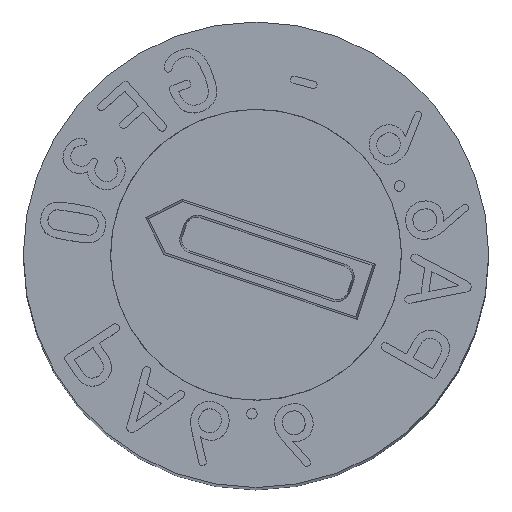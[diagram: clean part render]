
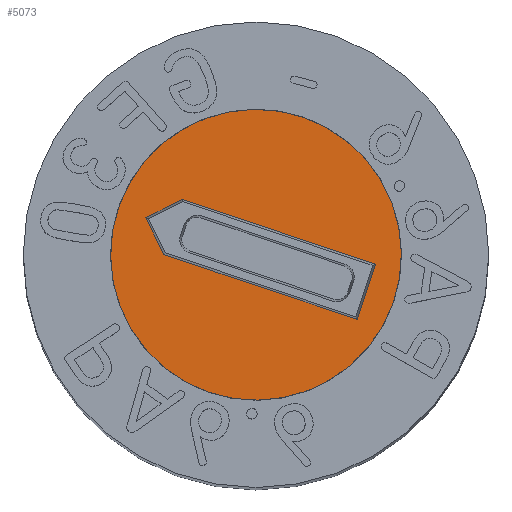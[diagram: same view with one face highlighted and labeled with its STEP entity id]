
A CAD part, top view. The second image highlights one B-rep face of the part: STEP entity #5073.
In plain terms, the highlighted planar face has unit normal (0, 0, 1).
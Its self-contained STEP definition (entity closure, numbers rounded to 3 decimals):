
#69=CIRCLE('',#5275,1.25);
#106=FACE_BOUND('',#793,.T.);
#205=PLANE('',#5274);
#482=FACE_OUTER_BOUND('',#792,.T.);
#792=EDGE_LOOP('',(#4598));
#793=EDGE_LOOP('',(#4599,#4600,#4601,#4602,#4603));
#1173=LINE('',#9643,#1560);
#1177=LINE('',#9650,#1564);
#1180=LINE('',#9656,#1567);
#1183=LINE('',#9662,#1570);
#1185=LINE('',#9665,#1572);
#1560=VECTOR('',#5928,10.);
#1564=VECTOR('',#5934,10.);
#1567=VECTOR('',#5939,10.);
#1570=VECTOR('',#5944,10.);
#1572=VECTOR('',#5948,10.);
#2383=VERTEX_POINT('',#9640);
#2384=VERTEX_POINT('',#9642);
#2386=VERTEX_POINT('',#9648);
#2388=VERTEX_POINT('',#9654);
#2390=VERTEX_POINT('',#9660);
#2391=VERTEX_POINT('',#9668);
#3119=EDGE_CURVE('',#2384,#2383,#1173,.T.);
#3123=EDGE_CURVE('',#2383,#2386,#1177,.T.);
#3126=EDGE_CURVE('',#2386,#2388,#1180,.T.);
#3129=EDGE_CURVE('',#2388,#2390,#1183,.T.);
#3131=EDGE_CURVE('',#2390,#2384,#1185,.T.);
#3132=EDGE_CURVE('',#2391,#2391,#69,.T.);
#4598=ORIENTED_EDGE('',*,*,#3132,.F.);
#4599=ORIENTED_EDGE('',*,*,#3119,.T.);
#4600=ORIENTED_EDGE('',*,*,#3123,.T.);
#4601=ORIENTED_EDGE('',*,*,#3126,.T.);
#4602=ORIENTED_EDGE('',*,*,#3129,.T.);
#4603=ORIENTED_EDGE('',*,*,#3131,.T.);
#5073=ADVANCED_FACE('',(#482,#106),#205,.F.);
#5274=AXIS2_PLACEMENT_3D('',#9667,#5951,#5952);
#5275=AXIS2_PLACEMENT_3D('',#9669,#5953,#5954);
#5928=DIRECTION('',(-0.707,-0.707,0.));
#5934=DIRECTION('',(-0.707,0.707,0.));
#5939=DIRECTION('',(0.,1.,0.));
#5944=DIRECTION('',(1.,0.,0.));
#5948=DIRECTION('',(0.,-1.,0.));
#5951=DIRECTION('center_axis',(0.,0.,-1.));
#5952=DIRECTION('ref_axis',(-1.,0.,0.));
#5953=DIRECTION('center_axis',(0.,0.,-1.));
#5954=DIRECTION('ref_axis',(-1.,0.,0.));
#9640=CARTESIAN_POINT('',(0.,-1.,2.3));
#9642=CARTESIAN_POINT('',(0.25,-0.75,2.3));
#9643=CARTESIAN_POINT('',(0.375,-0.625,2.3));
#9648=CARTESIAN_POINT('',(-0.25,-0.75,2.3));
#9650=CARTESIAN_POINT('',(-0.25,-0.75,2.3));
#9654=CARTESIAN_POINT('',(-0.25,1.,2.3));
#9656=CARTESIAN_POINT('',(-0.25,-0.375,2.3));
#9660=CARTESIAN_POINT('',(0.25,1.,2.3));
#9662=CARTESIAN_POINT('',(-0.125,1.,2.3));
#9665=CARTESIAN_POINT('',(0.25,0.5,2.3));
#9667=CARTESIAN_POINT('Origin',(0.,0.,2.3));
#9668=CARTESIAN_POINT('',(1.25,0.,2.3));
#9669=CARTESIAN_POINT('Origin',(0.,0.,2.3));
